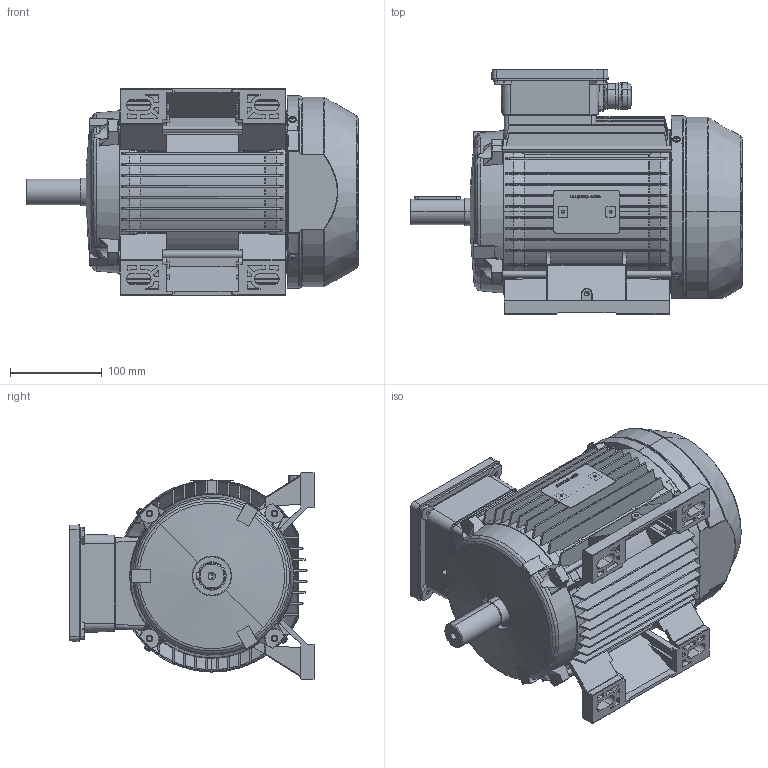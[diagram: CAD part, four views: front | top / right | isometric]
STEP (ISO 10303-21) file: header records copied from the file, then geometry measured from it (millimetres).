
FILE_DESCRIPTION (( 'STEP AP214' ), '1' );
FILE_NAME ('CA112MT-B3-IC411-2-4-6-8 POLI-TB TOP.STEP', '2024-09-20T12:47:34', ( '' ), ( '' ), 'SwSTEP 2.0', 'SolidWorks 2024', '' );
FILE_SCHEMA (( 'AUTOMOTIVE_DESIGN' ));
Length unit declared in the file: millimetre
Products named in the file (17): Coprimorsettiera tipo 100_Passante doppio; Tappo M25; Scudo C100-112T posteriore; Carcassa 112MT-B3; Scudo C100-112T anteriore; Tirante M7x208; GRUPPO COPRIMORSETTIERA 100L; PRESSACAVO M25; Coperchio scatola morsetti tipo 100; CA112MT-B3-IC411-2-4-6-8 POLI-TB TOP; Guarnizione scatola-coperchio tipo 100; Targhetta motore_LAMIERA ALLUMINIO; Guarnizione scatola-motore tipo 100; pan head cross recess screw_iso_ISO 7045 - M4 x 10 - Z --- 10N; Copriventola tipo 100; Albero C100L - Autoventilato; parallel_din_Parallel key A8 x 7 x 50 DIN 6885
Assembly tree (23 placements, depth 3):
  CA112MT-B3-IC411-2-4-6-8 POLI-TB TOP
    Albero C100L - Autoventilato
    Scudo C100-112T anteriore
    Scudo C100-112T posteriore
    Targhetta motore_LAMIERA ALLUMINIO
    Copriventola tipo 100
    pan head cross recess screw_iso_ISO 7045 - M4 x 10 - Z --- 10N  x4
    parallel_din_Parallel key A8 x 7 x 50 DIN 6885
    Tirante M7x208  x4
    Carcassa 112MT-B3
    GRUPPO COPRIMORSETTIERA 100L
      Coprimorsettiera tipo 100_Passante doppio
      Coperchio scatola morsetti tipo 100
      Guarnizione scatola-coperchio tipo 100
      PRESSACAVO M25
      Tappo M25  x2
      Guarnizione scatola-motore tipo 100
Bounding box: 362.5 x 267.5 x 225 mm (x, y, z)
Volume: 1939674.9 mm3; surface area: 1021761.7 mm2
Topology: 22 solids, 24 shells, 4291 faces, 11518 edges, 7377 vertices
Faces by surface type: plane 1883, cylinder 791, cone 700, bspline 476, torus 413, sphere 28
Entity records: 150226 total; most frequent: CARTESIAN_POINT 51885, ORIENTED_EDGE 21982, DIRECTION 18372, EDGE_CURVE 10991, VERTEX_POINT 7053, AXIS2_PLACEMENT_3D 6708, LINE 4956, VECTOR 4956
